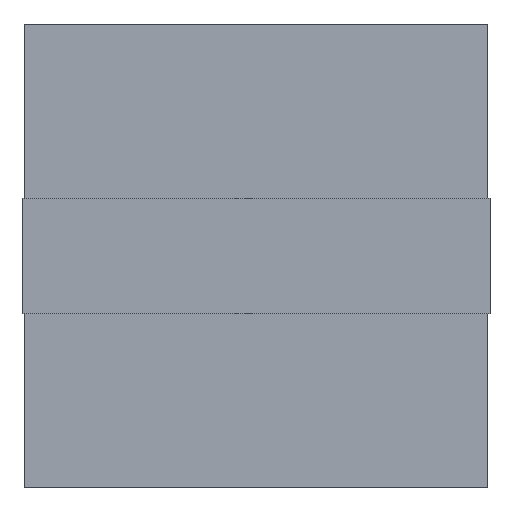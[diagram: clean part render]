
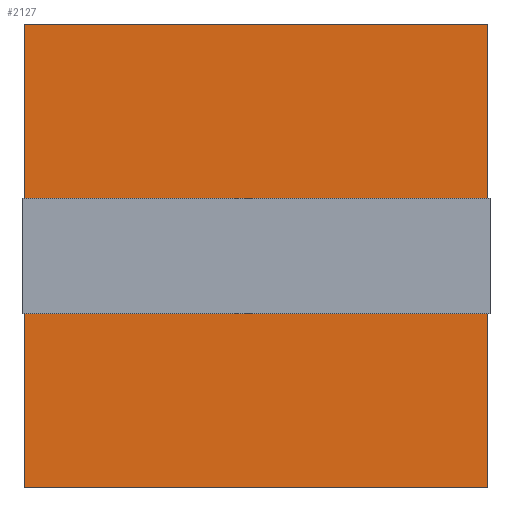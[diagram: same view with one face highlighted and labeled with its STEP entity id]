
A CAD part, front view. The second image highlights one B-rep face of the part: STEP entity #2127.
In plain terms, the highlighted planar face has unit normal (0, -1, 0).
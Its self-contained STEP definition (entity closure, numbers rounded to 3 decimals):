
#32=FACE_OUTER_BOUND('',#171,.T.);
#171=EDGE_LOOP('',(#1292,#1293,#1294,#1295));
#363=LINE('',#3116,#592);
#375=LINE('',#3143,#604);
#376=LINE('',#3146,#605);
#377=LINE('',#3147,#606);
#592=VECTOR('',#2491,10.);
#604=VECTOR('',#2515,10.);
#605=VECTOR('',#2518,10.);
#606=VECTOR('',#2519,10.);
#821=VERTEX_POINT('',#3114);
#822=VERTEX_POINT('',#3115);
#831=VERTEX_POINT('',#3141);
#832=VERTEX_POINT('',#3145);
#983=EDGE_CURVE('',#821,#822,#363,.T.);
#997=EDGE_CURVE('',#822,#831,#375,.T.);
#998=EDGE_CURVE('',#831,#832,#376,.T.);
#999=EDGE_CURVE('',#821,#832,#377,.T.);
#1292=ORIENTED_EDGE('',*,*,#998,.T.);
#1293=ORIENTED_EDGE('',*,*,#999,.F.);
#1294=ORIENTED_EDGE('',*,*,#983,.T.);
#1295=ORIENTED_EDGE('',*,*,#997,.T.);
#1848=PLANE('',#2297);
#2127=ADVANCED_FACE('',(#32),#1848,.T.);
#2297=AXIS2_PLACEMENT_3D('',#3144,#2516,#2517);
#2491=DIRECTION('',(1.,0.,0.));
#2515=DIRECTION('',(0.,0.,1.));
#2516=DIRECTION('center_axis',(0.,-1.,0.));
#2517=DIRECTION('ref_axis',(0.,0.,-1.));
#2518=DIRECTION('',(-1.,0.,0.));
#2519=DIRECTION('',(0.,0.,1.));
#3114=CARTESIAN_POINT('',(-20.,-15.,-20.));
#3115=CARTESIAN_POINT('',(20.,-15.,-20.));
#3116=CARTESIAN_POINT('',(-20.,-15.,-20.));
#3141=CARTESIAN_POINT('',(20.,-15.,20.));
#3143=CARTESIAN_POINT('',(20.,-15.,0.));
#3144=CARTESIAN_POINT('Origin',(20.,-15.,0.));
#3145=CARTESIAN_POINT('',(-20.,-15.,20.));
#3146=CARTESIAN_POINT('',(-20.,-15.,20.));
#3147=CARTESIAN_POINT('',(-20.,-15.,0.));
